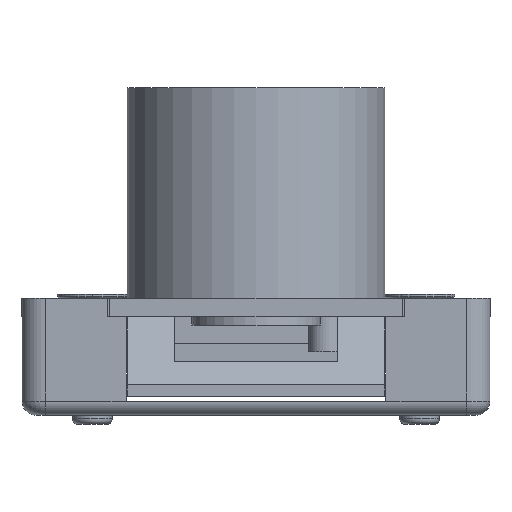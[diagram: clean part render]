
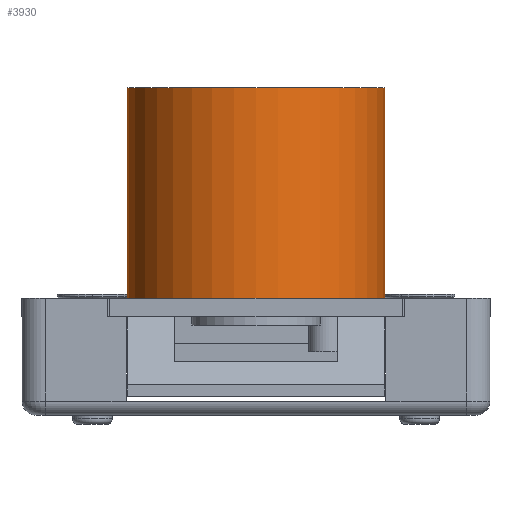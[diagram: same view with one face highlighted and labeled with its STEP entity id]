
A CAD part, front view. The second image highlights one B-rep face of the part: STEP entity #3930.
In plain terms, the highlighted cylindrical face has radius 11 mm (diameter 22 mm), a partial arc.
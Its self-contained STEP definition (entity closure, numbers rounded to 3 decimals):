
#143 = EDGE_LOOP ( 'NONE', ( #2664, #1998, #1999, #632 ) ) ;
#149 = VERTEX_POINT ( 'NONE', #3997 ) ;
#150 = VERTEX_POINT ( 'NONE', #3998 ) ;
#632 = ORIENTED_EDGE ( 'NONE', *, *, #6276, .F. ) ;
#1269 = LINE ( 'NONE', #1884, #2995 ) ;
#1271 = LINE ( 'NONE', #1894, #3008 ) ;
#1884 = CARTESIAN_POINT ( 'NONE',  ( -11., 0., -18. ) ) ;
#1885 = DIRECTION ( 'NONE',  ( 0., 0., 1. ) ) ;
#1894 = CARTESIAN_POINT ( 'NONE',  ( 11., 0., -18. ) ) ;
#1895 = DIRECTION ( 'NONE',  ( 0., 0., 1. ) ) ;
#1998 = ORIENTED_EDGE ( 'NONE', *, *, #6280, .T. ) ;
#1999 = ORIENTED_EDGE ( 'NONE', *, *, #8226, .T. ) ;
#2176 = AXIS2_PLACEMENT_3D ( 'NONE', #4869, #4870, #4871 ) ;
#2664 = ORIENTED_EDGE ( 'NONE', *, *, #8222, .F. ) ;
#2995 = VECTOR ( 'NONE', #1885, 1000. ) ;
#3008 = VECTOR ( 'NONE', #1895, 1000. ) ;
#3190 = CARTESIAN_POINT ( 'NONE',  ( 11., 0., -18. ) ) ;
#3192 = CARTESIAN_POINT ( 'NONE',  ( -11., 0., -18. ) ) ;
#3930 = ADVANCED_FACE ( 'NONE', ( #7560 ), #7561, .T. ) ;
#3997 = CARTESIAN_POINT ( 'NONE',  ( -11., 0., 0. ) ) ;
#3998 = CARTESIAN_POINT ( 'NONE',  ( 11., 0., 0. ) ) ;
#4750 = CIRCLE ( 'NONE', #4755, 11. ) ;
#4753 = CIRCLE ( 'NONE', #2176, 11. ) ;
#4755 = AXIS2_PLACEMENT_3D ( 'NONE', #4857, #4858, #4859 ) ;
#4857 = CARTESIAN_POINT ( 'NONE',  ( 0., 0., 0. ) ) ;
#4858 = DIRECTION ( 'NONE',  ( 0., 0., 1. ) ) ;
#4859 = DIRECTION ( 'NONE',  ( 1., 0., 0. ) ) ;
#4869 = CARTESIAN_POINT ( 'NONE',  ( 0., 0., -18. ) ) ;
#4870 = DIRECTION ( 'NONE',  ( 0., 0., 1. ) ) ;
#4871 = DIRECTION ( 'NONE',  ( 1., 0., 0. ) ) ;
#5252 = CARTESIAN_POINT ( 'NONE',  ( 0., 0., -18. ) ) ;
#5253 = DIRECTION ( 'NONE',  ( 0., 0., 1. ) ) ;
#5254 = DIRECTION ( 'NONE',  ( 1., 0., 0. ) ) ;
#6276 = EDGE_CURVE ( 'NONE', #149, #150, #4750, .T. ) ;
#6280 = EDGE_CURVE ( 'NONE', #8366, #8365, #4753, .T. ) ;
#6975 = AXIS2_PLACEMENT_3D ( 'NONE', #5252, #5253, #5254 ) ;
#7560 = FACE_OUTER_BOUND ( 'NONE', #143, .T. ) ;
#7561 = CYLINDRICAL_SURFACE ( 'NONE', #6975, 11. ) ;
#8222 = EDGE_CURVE ( 'NONE', #8366, #149, #1269, .T. ) ;
#8226 = EDGE_CURVE ( 'NONE', #8365, #150, #1271, .T. ) ;
#8365 = VERTEX_POINT ( 'NONE', #3190 ) ;
#8366 = VERTEX_POINT ( 'NONE', #3192 ) ;
